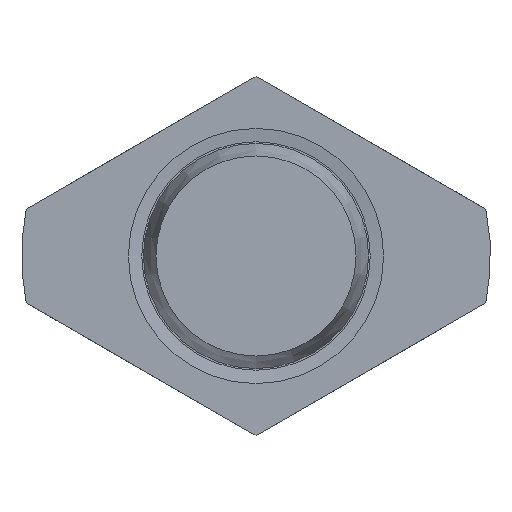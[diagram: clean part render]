
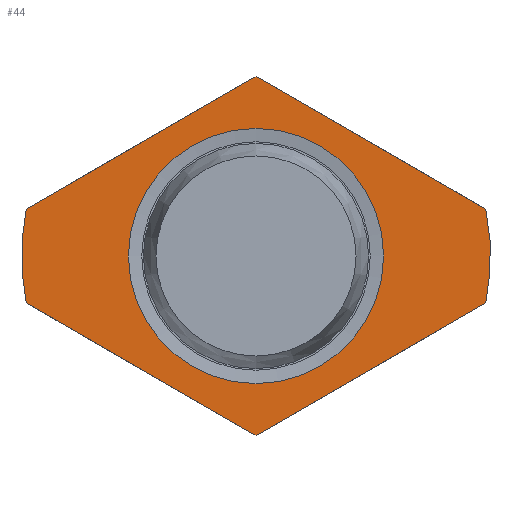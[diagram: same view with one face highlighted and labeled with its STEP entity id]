
A CAD part, front view. The second image highlights one B-rep face of the part: STEP entity #44.
In plain terms, the highlighted planar face has unit normal (0, -1, 0).
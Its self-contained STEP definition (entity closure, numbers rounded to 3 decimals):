
#44 = ADVANCED_FACE( '', ( #98, #99 ), #100, .F. );
#98 = FACE_BOUND( '', #167, .T. );
#99 = FACE_OUTER_BOUND( '', #168, .T. );
#100 = PLANE( '', #169 );
#167 = EDGE_LOOP( '', ( #235 ) );
#168 = EDGE_LOOP( '', ( #236, #237, #238, #239, #240, #241 ) );
#169 = AXIS2_PLACEMENT_3D( '', #242, #243, #244 );
#235 = ORIENTED_EDGE( '', *, *, #368, .F. );
#236 = ORIENTED_EDGE( '', *, *, #369, .T. );
#237 = ORIENTED_EDGE( '', *, *, #370, .F. );
#238 = ORIENTED_EDGE( '', *, *, #371, .F. );
#239 = ORIENTED_EDGE( '', *, *, #372, .T. );
#240 = ORIENTED_EDGE( '', *, *, #373, .F. );
#241 = ORIENTED_EDGE( '', *, *, #374, .F. );
#242 = CARTESIAN_POINT( '', ( 12.5, 0., 0. ) );
#243 = DIRECTION( '', ( 0., 1., 0. ) );
#244 = DIRECTION( '', ( 0., 0., 1. ) );
#368 = EDGE_CURVE( '', #422, #422, #423, .T. );
#369 = EDGE_CURVE( '', #424, #425, #426, .T. );
#370 = EDGE_CURVE( '', #427, #425, #428, .T. );
#371 = EDGE_CURVE( '', #429, #427, #430, .T. );
#372 = EDGE_CURVE( '', #429, #431, #432, .T. );
#373 = EDGE_CURVE( '', #433, #431, #434, .T. );
#374 = EDGE_CURVE( '', #424, #433, #435, .T. );
#422 = VERTEX_POINT( '', #508 );
#423 = CIRCLE( '', #509, 6.8 );
#424 = VERTEX_POINT( '', #510 );
#425 = VERTEX_POINT( '', #511 );
#426 = CIRCLE( '', #512, 12.5 );
#427 = VERTEX_POINT( '', #513 );
#428 = LINE( '', #514, #515 );
#429 = VERTEX_POINT( '', #516 );
#430 = LINE( '', #517, #518 );
#431 = VERTEX_POINT( '', #519 );
#432 = CIRCLE( '', #520, 12.5 );
#433 = VERTEX_POINT( '', #521 );
#434 = LINE( '', #522, #523 );
#435 = LINE( '', #524, #525 );
#508 = CARTESIAN_POINT( '', ( 0., 0., -6.8 ) );
#509 = AXIS2_PLACEMENT_3D( '', #604, #605, #606 );
#510 = CARTESIAN_POINT( '', ( -12.247, 0., 2.5 ) );
#511 = CARTESIAN_POINT( '', ( -12.247, 0., -2.5 ) );
#512 = AXIS2_PLACEMENT_3D( '', #607, #608, #609 );
#513 = CARTESIAN_POINT( '', ( 0., 0., -9.571 ) );
#514 = CARTESIAN_POINT( '', ( 0., 0., -9.571 ) );
#515 = VECTOR( '', #610, 1000. );
#516 = CARTESIAN_POINT( '', ( 12.247, 0., -2.5 ) );
#517 = CARTESIAN_POINT( '', ( 12.247, 0., -2.5 ) );
#518 = VECTOR( '', #611, 1000. );
#519 = CARTESIAN_POINT( '', ( 12.247, 0., 2.5 ) );
#520 = AXIS2_PLACEMENT_3D( '', #612, #613, #614 );
#521 = CARTESIAN_POINT( '', ( 0., 0., 9.571 ) );
#522 = CARTESIAN_POINT( '', ( 0., 0., 9.571 ) );
#523 = VECTOR( '', #615, 1000. );
#524 = CARTESIAN_POINT( '', ( -12.247, 0., 2.5 ) );
#525 = VECTOR( '', #616, 1000. );
#604 = CARTESIAN_POINT( '', ( 0., 0., 0. ) );
#605 = DIRECTION( '', ( 0., -1., 0. ) );
#606 = DIRECTION( '', ( 0., 0., -1. ) );
#607 = CARTESIAN_POINT( '', ( 0., 0., 0. ) );
#608 = DIRECTION( '', ( 0., -1., 0. ) );
#609 = DIRECTION( '', ( 0., 0., -1. ) );
#610 = DIRECTION( '', ( -0.866, 0., 0.5 ) );
#611 = DIRECTION( '', ( -0.866, 0., -0.5 ) );
#612 = CARTESIAN_POINT( '', ( 0., 0., 0. ) );
#613 = DIRECTION( '', ( 0., -1., 0. ) );
#614 = DIRECTION( '', ( 0., 0., -1. ) );
#615 = DIRECTION( '', ( 0.866, 0., -0.5 ) );
#616 = DIRECTION( '', ( 0.866, 0., 0.5 ) );
